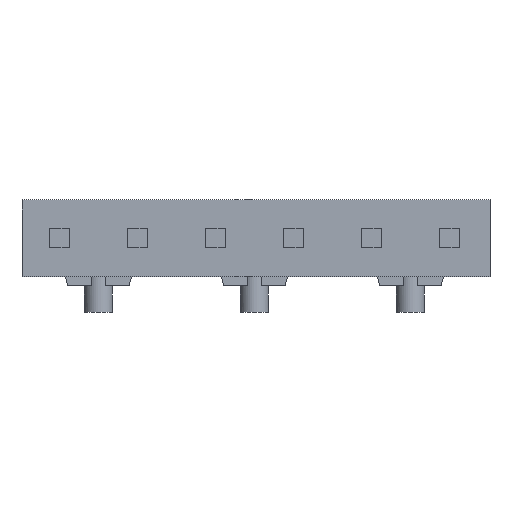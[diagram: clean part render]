
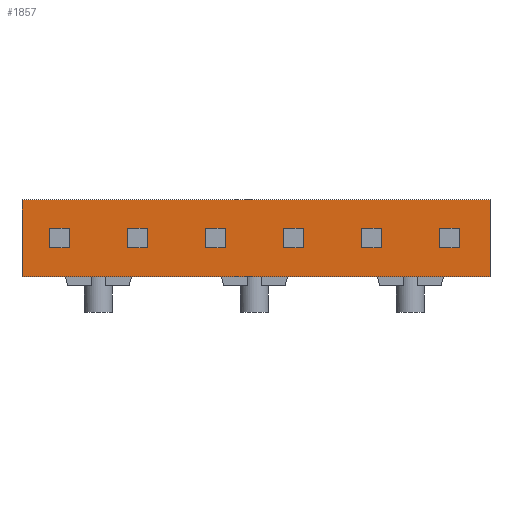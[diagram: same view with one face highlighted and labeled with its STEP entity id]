
A CAD part, top view. The second image highlights one B-rep face of the part: STEP entity #1857.
In plain terms, the highlighted planar face has unit normal (0, 0, 1).
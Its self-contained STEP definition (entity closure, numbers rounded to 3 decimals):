
#134=DIRECTION('',(0.,1.,0.));
#135=VECTOR('',#134,2.5);
#136=CARTESIAN_POINT('',(-7.62,-1.25,0.));
#137=LINE('',#136,#135);
#138=DIRECTION('',(1.,0.,0.));
#139=VECTOR('',#138,15.24);
#140=CARTESIAN_POINT('',(-7.62,1.25,0.));
#141=LINE('',#140,#139);
#142=DIRECTION('',(0.,-1.,0.));
#143=VECTOR('',#142,2.5);
#144=CARTESIAN_POINT('',(7.62,1.25,0.));
#145=LINE('',#144,#143);
#146=DIRECTION('',(-1.,0.,0.));
#147=VECTOR('',#146,15.24);
#148=CARTESIAN_POINT('',(7.62,-1.25,0.));
#149=LINE('',#148,#147);
#150=DIRECTION('',(1.,0.,0.));
#151=VECTOR('',#150,0.63);
#152=CARTESIAN_POINT('',(-6.715,-0.315,0.));
#153=LINE('',#152,#151);
#154=DIRECTION('',(0.,1.,0.));
#155=VECTOR('',#154,0.63);
#156=CARTESIAN_POINT('',(-6.085,-0.315,0.));
#157=LINE('',#156,#155);
#158=DIRECTION('',(1.,0.,0.));
#159=VECTOR('',#158,0.63);
#160=CARTESIAN_POINT('',(-6.715,0.315,0.));
#161=LINE('',#160,#159);
#162=DIRECTION('',(0.,1.,0.));
#163=VECTOR('',#162,0.63);
#164=CARTESIAN_POINT('',(-6.715,-0.315,0.));
#165=LINE('',#164,#163);
#166=DIRECTION('',(1.,0.,0.));
#167=VECTOR('',#166,0.63);
#168=CARTESIAN_POINT('',(-4.175,-0.315,0.));
#169=LINE('',#168,#167);
#170=DIRECTION('',(0.,1.,0.));
#171=VECTOR('',#170,0.63);
#172=CARTESIAN_POINT('',(-3.545,-0.315,0.));
#173=LINE('',#172,#171);
#174=DIRECTION('',(1.,0.,0.));
#175=VECTOR('',#174,0.63);
#176=CARTESIAN_POINT('',(-4.175,0.315,0.));
#177=LINE('',#176,#175);
#178=DIRECTION('',(0.,1.,0.));
#179=VECTOR('',#178,0.63);
#180=CARTESIAN_POINT('',(-4.175,-0.315,0.));
#181=LINE('',#180,#179);
#182=DIRECTION('',(1.,0.,0.));
#183=VECTOR('',#182,0.63);
#184=CARTESIAN_POINT('',(-1.635,-0.315,0.));
#185=LINE('',#184,#183);
#186=DIRECTION('',(0.,1.,0.));
#187=VECTOR('',#186,0.63);
#188=CARTESIAN_POINT('',(-1.005,-0.315,0.));
#189=LINE('',#188,#187);
#190=DIRECTION('',(1.,0.,0.));
#191=VECTOR('',#190,0.63);
#192=CARTESIAN_POINT('',(-1.635,0.315,0.));
#193=LINE('',#192,#191);
#194=DIRECTION('',(0.,1.,0.));
#195=VECTOR('',#194,0.63);
#196=CARTESIAN_POINT('',(-1.635,-0.315,0.));
#197=LINE('',#196,#195);
#198=DIRECTION('',(1.,0.,0.));
#199=VECTOR('',#198,0.63);
#200=CARTESIAN_POINT('',(0.905,-0.315,0.));
#201=LINE('',#200,#199);
#202=DIRECTION('',(0.,1.,0.));
#203=VECTOR('',#202,0.63);
#204=CARTESIAN_POINT('',(1.535,-0.315,0.));
#205=LINE('',#204,#203);
#206=DIRECTION('',(1.,0.,0.));
#207=VECTOR('',#206,0.63);
#208=CARTESIAN_POINT('',(0.905,0.315,0.));
#209=LINE('',#208,#207);
#210=DIRECTION('',(0.,1.,0.));
#211=VECTOR('',#210,0.63);
#212=CARTESIAN_POINT('',(0.905,-0.315,0.));
#213=LINE('',#212,#211);
#214=DIRECTION('',(1.,0.,0.));
#215=VECTOR('',#214,0.63);
#216=CARTESIAN_POINT('',(3.445,-0.315,0.));
#217=LINE('',#216,#215);
#218=DIRECTION('',(0.,1.,0.));
#219=VECTOR('',#218,0.63);
#220=CARTESIAN_POINT('',(4.075,-0.315,0.));
#221=LINE('',#220,#219);
#222=DIRECTION('',(1.,0.,0.));
#223=VECTOR('',#222,0.63);
#224=CARTESIAN_POINT('',(3.445,0.315,0.));
#225=LINE('',#224,#223);
#226=DIRECTION('',(0.,1.,0.));
#227=VECTOR('',#226,0.63);
#228=CARTESIAN_POINT('',(3.445,-0.315,0.));
#229=LINE('',#228,#227);
#230=DIRECTION('',(1.,0.,0.));
#231=VECTOR('',#230,0.63);
#232=CARTESIAN_POINT('',(5.985,-0.315,0.));
#233=LINE('',#232,#231);
#234=DIRECTION('',(0.,1.,0.));
#235=VECTOR('',#234,0.63);
#236=CARTESIAN_POINT('',(6.615,-0.315,0.));
#237=LINE('',#236,#235);
#238=DIRECTION('',(1.,0.,0.));
#239=VECTOR('',#238,0.63);
#240=CARTESIAN_POINT('',(5.985,0.315,0.));
#241=LINE('',#240,#239);
#242=DIRECTION('',(0.,1.,0.));
#243=VECTOR('',#242,0.63);
#244=CARTESIAN_POINT('',(5.985,-0.315,0.));
#245=LINE('',#244,#243);
#1382=CARTESIAN_POINT('',(-7.62,-1.25,0.));
#1383=CARTESIAN_POINT('',(-7.62,1.25,0.));
#1384=VERTEX_POINT('',#1382);
#1385=VERTEX_POINT('',#1383);
#1386=CARTESIAN_POINT('',(7.62,-1.25,0.));
#1387=VERTEX_POINT('',#1386);
#1388=CARTESIAN_POINT('',(7.62,1.25,0.));
#1389=VERTEX_POINT('',#1388);
#1606=CARTESIAN_POINT('',(-6.715,-0.315,0.));
#1607=CARTESIAN_POINT('',(-6.085,-0.315,0.));
#1608=VERTEX_POINT('',#1606);
#1609=VERTEX_POINT('',#1607);
#1610=CARTESIAN_POINT('',(-6.715,0.315,0.));
#1611=CARTESIAN_POINT('',(-6.085,0.315,0.));
#1612=VERTEX_POINT('',#1610);
#1613=VERTEX_POINT('',#1611);
#1638=CARTESIAN_POINT('',(-4.175,-0.315,0.));
#1639=CARTESIAN_POINT('',(-3.545,-0.315,0.));
#1640=VERTEX_POINT('',#1638);
#1641=VERTEX_POINT('',#1639);
#1642=CARTESIAN_POINT('',(-4.175,0.315,0.));
#1643=CARTESIAN_POINT('',(-3.545,0.315,0.));
#1644=VERTEX_POINT('',#1642);
#1645=VERTEX_POINT('',#1643);
#1670=CARTESIAN_POINT('',(-1.635,-0.315,0.));
#1671=CARTESIAN_POINT('',(-1.005,-0.315,0.));
#1672=VERTEX_POINT('',#1670);
#1673=VERTEX_POINT('',#1671);
#1674=CARTESIAN_POINT('',(-1.635,0.315,0.));
#1675=CARTESIAN_POINT('',(-1.005,0.315,0.));
#1676=VERTEX_POINT('',#1674);
#1677=VERTEX_POINT('',#1675);
#1702=CARTESIAN_POINT('',(0.905,-0.315,0.));
#1703=CARTESIAN_POINT('',(1.535,-0.315,0.));
#1704=VERTEX_POINT('',#1702);
#1705=VERTEX_POINT('',#1703);
#1706=CARTESIAN_POINT('',(0.905,0.315,0.));
#1707=CARTESIAN_POINT('',(1.535,0.315,0.));
#1708=VERTEX_POINT('',#1706);
#1709=VERTEX_POINT('',#1707);
#1734=CARTESIAN_POINT('',(3.445,-0.315,0.));
#1735=CARTESIAN_POINT('',(4.075,-0.315,0.));
#1736=VERTEX_POINT('',#1734);
#1737=VERTEX_POINT('',#1735);
#1738=CARTESIAN_POINT('',(3.445,0.315,0.));
#1739=CARTESIAN_POINT('',(4.075,0.315,0.));
#1740=VERTEX_POINT('',#1738);
#1741=VERTEX_POINT('',#1739);
#1766=CARTESIAN_POINT('',(5.985,-0.315,0.));
#1767=CARTESIAN_POINT('',(6.615,-0.315,0.));
#1768=VERTEX_POINT('',#1766);
#1769=VERTEX_POINT('',#1767);
#1770=CARTESIAN_POINT('',(5.985,0.315,0.));
#1771=CARTESIAN_POINT('',(6.615,0.315,0.));
#1772=VERTEX_POINT('',#1770);
#1773=VERTEX_POINT('',#1771);
#1782=CARTESIAN_POINT('',(0.,0.,0.));
#1783=DIRECTION('',(0.,0.,1.));
#1784=DIRECTION('',(1.,0.,0.));
#1785=AXIS2_PLACEMENT_3D('',#1782,#1783,#1784);
#1786=PLANE('',#1785);
#1788=ORIENTED_EDGE('',*,*,#1787,.T.);
#1790=ORIENTED_EDGE('',*,*,#1789,.T.);
#1792=ORIENTED_EDGE('',*,*,#1791,.T.);
#1794=ORIENTED_EDGE('',*,*,#1793,.T.);
#1795=EDGE_LOOP('',(#1788,#1790,#1792,#1794));
#1796=FACE_OUTER_BOUND('',#1795,.F.);
#1798=ORIENTED_EDGE('',*,*,#1797,.T.);
#1800=ORIENTED_EDGE('',*,*,#1799,.T.);
#1802=ORIENTED_EDGE('',*,*,#1801,.F.);
#1804=ORIENTED_EDGE('',*,*,#1803,.F.);
#1805=EDGE_LOOP('',(#1798,#1800,#1802,#1804));
#1806=FACE_BOUND('',#1805,.F.);
#1808=ORIENTED_EDGE('',*,*,#1807,.T.);
#1810=ORIENTED_EDGE('',*,*,#1809,.T.);
#1812=ORIENTED_EDGE('',*,*,#1811,.F.);
#1814=ORIENTED_EDGE('',*,*,#1813,.F.);
#1815=EDGE_LOOP('',(#1808,#1810,#1812,#1814));
#1816=FACE_BOUND('',#1815,.F.);
#1818=ORIENTED_EDGE('',*,*,#1817,.T.);
#1820=ORIENTED_EDGE('',*,*,#1819,.T.);
#1822=ORIENTED_EDGE('',*,*,#1821,.F.);
#1824=ORIENTED_EDGE('',*,*,#1823,.F.);
#1825=EDGE_LOOP('',(#1818,#1820,#1822,#1824));
#1826=FACE_BOUND('',#1825,.F.);
#1828=ORIENTED_EDGE('',*,*,#1827,.T.);
#1830=ORIENTED_EDGE('',*,*,#1829,.T.);
#1832=ORIENTED_EDGE('',*,*,#1831,.F.);
#1834=ORIENTED_EDGE('',*,*,#1833,.F.);
#1835=EDGE_LOOP('',(#1828,#1830,#1832,#1834));
#1836=FACE_BOUND('',#1835,.F.);
#1838=ORIENTED_EDGE('',*,*,#1837,.T.);
#1840=ORIENTED_EDGE('',*,*,#1839,.T.);
#1842=ORIENTED_EDGE('',*,*,#1841,.F.);
#1844=ORIENTED_EDGE('',*,*,#1843,.F.);
#1845=EDGE_LOOP('',(#1838,#1840,#1842,#1844));
#1846=FACE_BOUND('',#1845,.F.);
#1848=ORIENTED_EDGE('',*,*,#1847,.T.);
#1850=ORIENTED_EDGE('',*,*,#1849,.T.);
#1852=ORIENTED_EDGE('',*,*,#1851,.F.);
#1854=ORIENTED_EDGE('',*,*,#1853,.F.);
#1855=EDGE_LOOP('',(#1848,#1850,#1852,#1854));
#1856=FACE_BOUND('',#1855,.F.);
#1787=EDGE_CURVE('',#1384,#1385,#137,.T.);
#1789=EDGE_CURVE('',#1385,#1389,#141,.T.);
#1791=EDGE_CURVE('',#1389,#1387,#145,.T.);
#1793=EDGE_CURVE('',#1387,#1384,#149,.T.);
#1797=EDGE_CURVE('',#1608,#1609,#153,.T.);
#1799=EDGE_CURVE('',#1609,#1613,#157,.T.);
#1801=EDGE_CURVE('',#1612,#1613,#161,.T.);
#1803=EDGE_CURVE('',#1608,#1612,#165,.T.);
#1807=EDGE_CURVE('',#1640,#1641,#169,.T.);
#1809=EDGE_CURVE('',#1641,#1645,#173,.T.);
#1811=EDGE_CURVE('',#1644,#1645,#177,.T.);
#1813=EDGE_CURVE('',#1640,#1644,#181,.T.);
#1817=EDGE_CURVE('',#1672,#1673,#185,.T.);
#1819=EDGE_CURVE('',#1673,#1677,#189,.T.);
#1821=EDGE_CURVE('',#1676,#1677,#193,.T.);
#1823=EDGE_CURVE('',#1672,#1676,#197,.T.);
#1827=EDGE_CURVE('',#1704,#1705,#201,.T.);
#1829=EDGE_CURVE('',#1705,#1709,#205,.T.);
#1831=EDGE_CURVE('',#1708,#1709,#209,.T.);
#1833=EDGE_CURVE('',#1704,#1708,#213,.T.);
#1837=EDGE_CURVE('',#1736,#1737,#217,.T.);
#1839=EDGE_CURVE('',#1737,#1741,#221,.T.);
#1841=EDGE_CURVE('',#1740,#1741,#225,.T.);
#1843=EDGE_CURVE('',#1736,#1740,#229,.T.);
#1847=EDGE_CURVE('',#1768,#1769,#233,.T.);
#1849=EDGE_CURVE('',#1769,#1773,#237,.T.);
#1851=EDGE_CURVE('',#1772,#1773,#241,.T.);
#1853=EDGE_CURVE('',#1768,#1772,#245,.T.);
#1857=ADVANCED_FACE('',(#1796,#1806,#1816,#1826,#1836,#1846,#1856),#1786,.T.);
